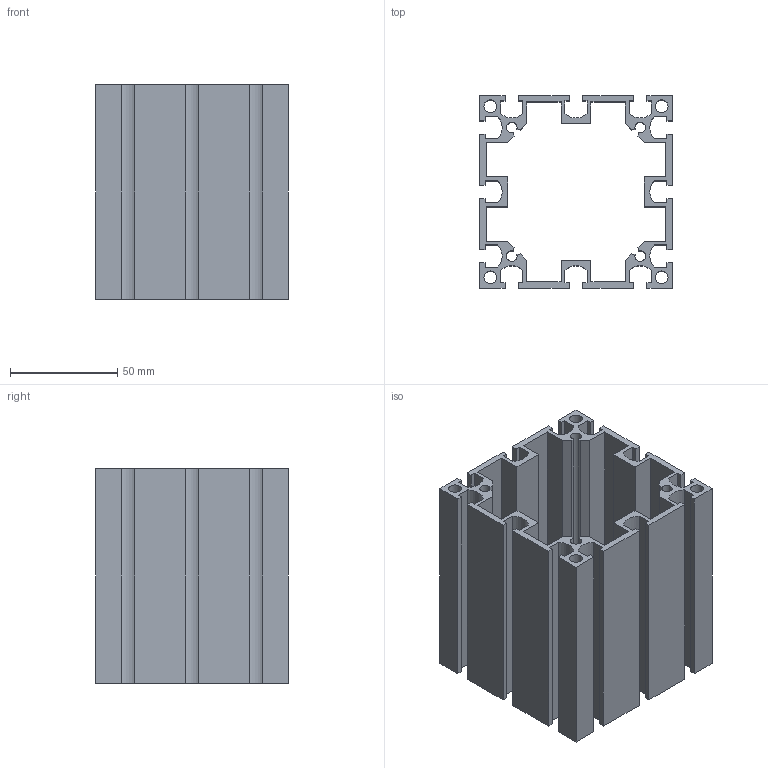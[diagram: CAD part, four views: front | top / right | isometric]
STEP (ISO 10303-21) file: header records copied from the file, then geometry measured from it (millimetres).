
FILE_DESCRIPTION((''),'2;1');
FILE_NAME('AF9090-6.stp','2009-09-01T09:31:33',('Administrator'),(''),'Autodesk Inventor 2008','Autodesk Inventor 2008','');
FILE_SCHEMA(('AUTOMOTIVE_DESIGN { 1 0 10303 214 1 1 1 1 }'));
Length unit declared in the file: millimetre
Products named in the file (1): AF9090-6
Bounding box: 90 x 90 x 100 mm (x, y, z)
Volume: 157993 mm3; surface area: 122209.4 mm2
Topology: 1 solids, 1 shells, 154 faces, 456 edges, 304 vertices
Faces by surface type: plane 134, cylinder 20
Full cylindrical faces by diameter (mm): 6 x4
Entity records: 5106 total; most frequent: CARTESIAN_POINT 911, ORIENTED_EDGE 904, DIRECTION 802, EDGE_CURVE 452, VECTOR 412, LINE 412, VERTEX_POINT 304, AXIS2_PLACEMENT_3D 195
